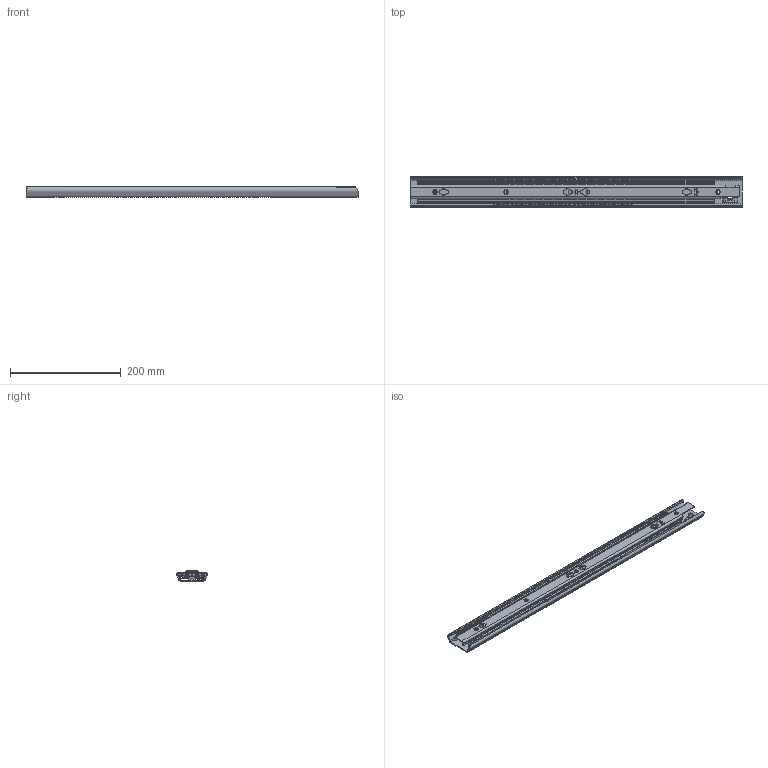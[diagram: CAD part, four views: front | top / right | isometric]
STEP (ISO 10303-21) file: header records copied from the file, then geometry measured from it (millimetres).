
FILE_DESCRIPTION(/* description */ ('ULFHD-F- 600/600mm (18.5) Zinc-Magnesium'),/* implementation_level */ '2;1');
FILE_NAME(/* name */ 'M12-AB9_00_closed.stp',/* time_stamp */ '2025-09-08T13:47:49+02:00',/* author */ ('l.hoffmann'),/* organization */ (''),/* preprocessor_version */ 'ST-DEVELOPER v20',/* originating_system */ 'Autodesk Inventor 2022',/* authorisation */ '');
FILE_SCHEMA (('AUTOMOTIVE_DESIGN { 1 0 10303 214 3 1 1 }'));
Products named in the file (14): M12-M16; 511-M12-M16-HMB; 511-M12-M16-HMB_1; E000177195; E000177192; E000177191; 512-M12-M16-UM2; 512-M12-M16-UM2_1; E000177204; E000177182; E000177202; E000177201; 514-M12-M16-MB3; 514-M12-M16-MB3_1
Assembly tree (42 placements, depth 3):
  M12-M16
    511-M12-M16-HMB
      511-M12-M16-HMB_1
    E000177195
      E000177182
      E000177192
      E000177191  x16
    512-M12-M16-UM2
      512-M12-M16-UM2_1
    E000177204
      E000177182
      E000177202
      E000177201  x14
    514-M12-M16-MB3
      514-M12-M16-MB3_1
Bounding box: 600 x 55.79 x 18.55 mm (x, y, z)
Volume: 207288 mm3; surface area: 277329.3 mm2
Topology: 65 solids, 65 shells, 1756 faces, 5248 edges, 3487 vertices
Faces by surface type: plane 854, cylinder 794, sphere 60, cone 48
Full cylindrical faces by diameter (mm): 5.56 x28, 6.35 x32, 8 x3, 11 x3
Entity records: 60591 total; most frequent: CARTESIAN_POINT 12319, ORIENTED_EDGE 10144, DIRECTION 10116, EDGE_CURVE 5072, AXIS2_PLACEMENT_3D 3507, VERTEX_POINT 3375, LINE 3102, VECTOR 3102
